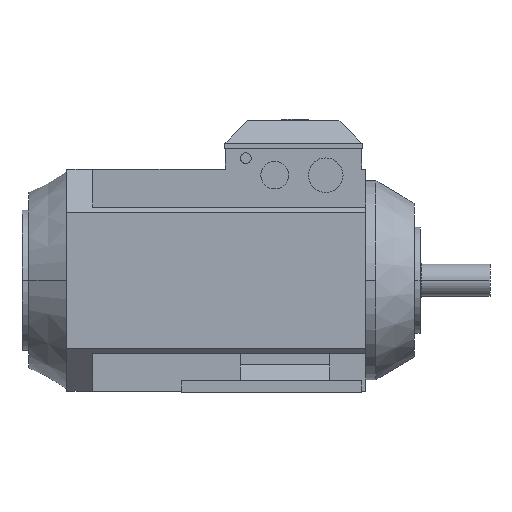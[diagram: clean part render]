
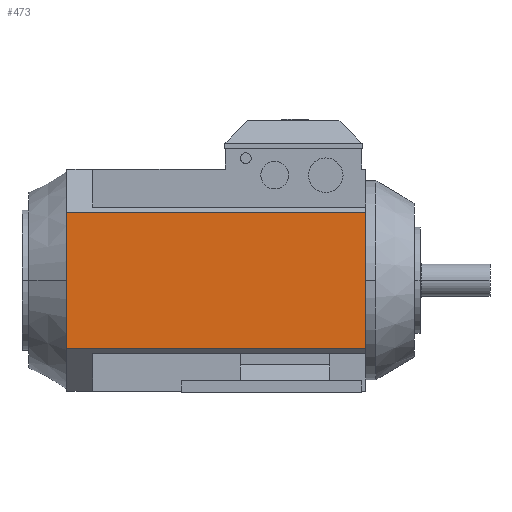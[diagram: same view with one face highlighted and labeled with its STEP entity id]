
A CAD part, left-side view. The second image highlights one B-rep face of the part: STEP entity #473.
In plain terms, the highlighted planar face has unit normal (-1, 0, 0).
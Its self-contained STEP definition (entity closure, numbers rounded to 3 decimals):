
#261=PLANE('',#4019);
#473=ADVANCED_FACE('',(#707),#261,.T.);
#707=FACE_OUTER_BOUND('',#947,.T.);
#947=EDGE_LOOP('',(#1998,#1999,#2000,#2001));
#1998=ORIENTED_EDGE('',*,*,#2891,.T.);
#1999=ORIENTED_EDGE('',*,*,#2899,.F.);
#2000=ORIENTED_EDGE('',*,*,#2924,.T.);
#2001=ORIENTED_EDGE('',*,*,#2874,.T.);
#2394=VERTEX_POINT('',#6059);
#2395=VERTEX_POINT('',#6061);
#2407=VERTEX_POINT('',#6092);
#2412=VERTEX_POINT('',#6108);
#2874=EDGE_CURVE('',#2395,#2394,#3279,.T.);
#2891=EDGE_CURVE('',#2394,#2407,#3296,.T.);
#2899=EDGE_CURVE('',#2412,#2407,#3304,.T.);
#2924=EDGE_CURVE('',#2412,#2395,#3324,.T.);
#3279=LINE('',#6060,#3677);
#3296=LINE('',#6093,#3694);
#3304=LINE('',#6109,#3702);
#3324=LINE('',#6157,#3722);
#3677=VECTOR('',#4872,1.);
#3694=VECTOR('',#4895,1.);
#3702=VECTOR('',#4909,1.);
#3722=VECTOR('',#4965,1.);
#4019=AXIS2_PLACEMENT_3D('',#6164,#4973,#4974);
#4872=DIRECTION('',(0.,-1.,0.));
#4895=DIRECTION('',(0.,0.,1.));
#4909=DIRECTION('',(0.,-1.,0.));
#4965=DIRECTION('',(0.,0.,-1.));
#4973=DIRECTION('',(-1.,0.,0.));
#4974=DIRECTION('',(0.,0.,-1.));
#6059=CARTESIAN_POINT('',(-130.5,-351.5,-80.));
#6060=CARTESIAN_POINT('',(-130.5,0.,-80.));
#6061=CARTESIAN_POINT('',(-130.5,0.,-80.));
#6092=CARTESIAN_POINT('',(-130.5,-351.5,80.));
#6093=CARTESIAN_POINT('',(-130.5,-351.5,-80.));
#6108=CARTESIAN_POINT('',(-130.5,0.,80.));
#6109=CARTESIAN_POINT('',(-130.5,0.,80.));
#6157=CARTESIAN_POINT('',(-130.5,0.,80.));
#6164=CARTESIAN_POINT('',(-130.5,0.,-80.));
